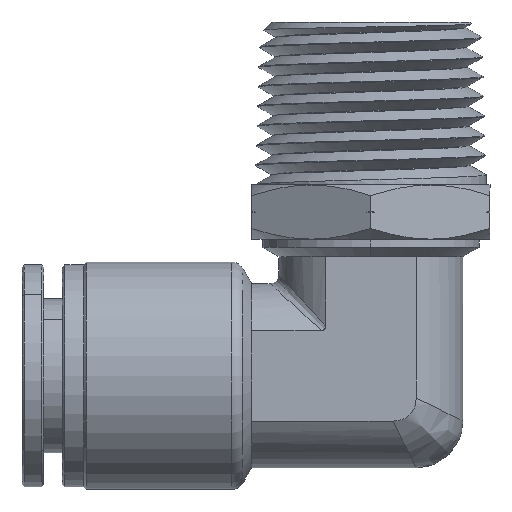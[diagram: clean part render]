
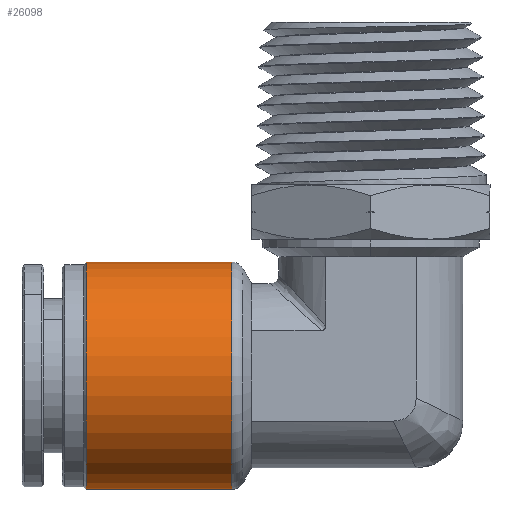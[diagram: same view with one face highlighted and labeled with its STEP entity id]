
A CAD part, left-side view. The second image highlights one B-rep face of the part: STEP entity #26098.
In plain terms, the highlighted cylindrical face has radius 10.5 mm (diameter 21 mm), a partial arc.
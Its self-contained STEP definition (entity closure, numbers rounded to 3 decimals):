
#11 = DIRECTION ( 'NONE',  ( 0., -1., 0. ) ) ;
#271 = VECTOR ( 'NONE', #25354, 1000. ) ;
#338 = EDGE_CURVE ( 'NONE', #1347, #23995, #908, .T. ) ;
#908 = LINE ( 'NONE', #7029, #26907 ) ;
#1347 = VERTEX_POINT ( 'NONE', #6280 ) ;
#2582 = VERTEX_POINT ( 'NONE', #32060 ) ;
#3206 = CARTESIAN_POINT ( 'NONE',  ( 0., -1.451, 0. ) ) ;
#4660 = ORIENTED_EDGE ( 'NONE', *, *, #25932, .T. ) ;
#5354 = ORIENTED_EDGE ( 'NONE', *, *, #338, .F. ) ;
#5755 = DIRECTION ( 'NONE',  ( 0., 0., -1. ) ) ;
#6280 = CARTESIAN_POINT ( 'NONE',  ( 0., 11.95, 10.5 ) ) ;
#7013 = LINE ( 'NONE', #15252, #271 ) ;
#7029 = CARTESIAN_POINT ( 'NONE',  ( 0., 12.2, 10.5 ) ) ;
#7043 = EDGE_LOOP ( 'NONE', ( #5354, #31266, #4660, #26227 ) ) ;
#7216 = CARTESIAN_POINT ( 'NONE',  ( 0., -1.451, -10.5 ) ) ;
#10178 = AXIS2_PLACEMENT_3D ( 'NONE', #15116, #11, #17647 ) ;
#10706 = AXIS2_PLACEMENT_3D ( 'NONE', #3206, #20829, #5755 ) ;
#11177 = DIRECTION ( 'NONE',  ( 0., 0., -1. ) ) ;
#12073 = DIRECTION ( 'NONE',  ( 0., -1., 0. ) ) ;
#15116 = CARTESIAN_POINT ( 'NONE',  ( 0., 11.95, 0. ) ) ;
#15252 = CARTESIAN_POINT ( 'NONE',  ( 0., 12.2, -10.5 ) ) ;
#16119 = DIRECTION ( 'NONE',  ( 0., -1., 0. ) ) ;
#17647 = DIRECTION ( 'NONE',  ( 0., 0., 1. ) ) ;
#18469 = CIRCLE ( 'NONE', #10706, 10.5 ) ;
#20335 = CARTESIAN_POINT ( 'NONE',  ( 0., -1.451, 10.5 ) ) ;
#20829 = DIRECTION ( 'NONE',  ( 0., 1., 0. ) ) ;
#23995 = VERTEX_POINT ( 'NONE', #20335 ) ;
#24732 = VERTEX_POINT ( 'NONE', #7216 ) ;
#24901 = AXIS2_PLACEMENT_3D ( 'NONE', #26180, #16119, #11177 ) ;
#25081 = FACE_OUTER_BOUND ( 'NONE', #7043, .T. ) ;
#25354 = DIRECTION ( 'NONE',  ( 0., -1., 0. ) ) ;
#25932 = EDGE_CURVE ( 'NONE', #2582, #24732, #7013, .T. ) ;
#26098 = ADVANCED_FACE ( 'NONE', ( #25081 ), #28588, .T. ) ;
#26180 = CARTESIAN_POINT ( 'NONE',  ( 0., 12.2, 0. ) ) ;
#26227 = ORIENTED_EDGE ( 'NONE', *, *, #28985, .T. ) ;
#26421 = EDGE_CURVE ( 'NONE', #1347, #2582, #30542, .T. ) ;
#26907 = VECTOR ( 'NONE', #12073, 1000. ) ;
#28588 = CYLINDRICAL_SURFACE ( 'NONE', #24901, 10.5 ) ;
#28985 = EDGE_CURVE ( 'NONE', #24732, #23995, #18469, .T. ) ;
#30542 = CIRCLE ( 'NONE', #10178, 10.5 ) ;
#31266 = ORIENTED_EDGE ( 'NONE', *, *, #26421, .T. ) ;
#32060 = CARTESIAN_POINT ( 'NONE',  ( 0., 11.95, -10.5 ) ) ;
